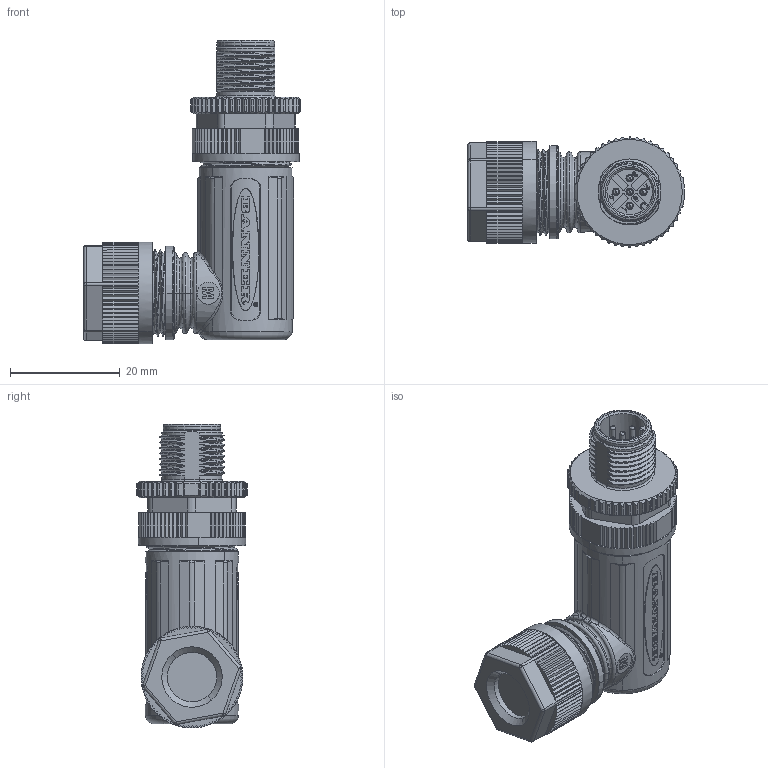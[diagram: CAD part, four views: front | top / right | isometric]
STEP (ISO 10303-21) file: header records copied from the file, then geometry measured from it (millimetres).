
FILE_DESCRIPTION((''),'2;1');
FILE_NAME('246785_SM01_ASM','2024-11-27T10:50:38',('banengservice'),('BANNER ENGINEERING'),'CREO PARAMETRIC BY PTC INC, 2022414','CREO PARAMETRIC BY PTC INC, 2022414','');
FILE_SCHEMA(('CONFIG_CONTROL_DESIGN'));
Products named in the file (2): 246785_EP01; 246785_SM01_ASM
Assembly tree (1 placements, depth 2):
  246785_SM01_ASM
    246785_EP01
Bounding box: 39.47 x 20.1 x 55.27 mm (x, y, z)
Volume: 15635.7 mm3; surface area: 6778.5 mm2
Topology: 1 solids, 1 shells, 1374 faces, 3879 edges, 2573 vertices
Faces by surface type: plane 891, cylinder 310, bspline 68, extrusion 41, torus 33, cone 25, sphere 6
Entity records: 56893 total; most frequent: CARTESIAN_POINT 22398, ORIENTED_EDGE 7746, DIRECTION 6418, EDGE_CURVE 3873, VERTEX_POINT 2573, AXIS2_PLACEMENT_3D 2154, VECTOR 2110, LINE 2069
